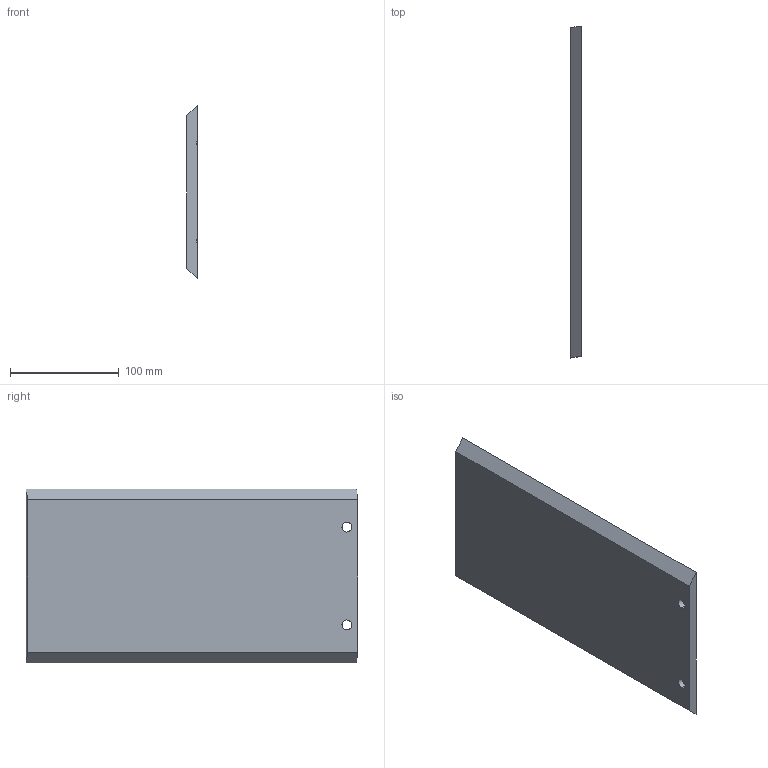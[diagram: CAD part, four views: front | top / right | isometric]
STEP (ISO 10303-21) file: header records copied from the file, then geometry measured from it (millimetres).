
FILE_DESCRIPTION (( 'STEP AP203' ), '1' );
FILE_NAME ('PB4.01.01.011-01 - side bottom panel.STEP', '2020-04-23T18:57:14', ( '' ), ( '' ), 'SwSTEP 2.0', 'SolidWorks 2018', '' );
FILE_SCHEMA (( 'CONFIG_CONTROL_DESIGN' ));
Length unit declared in the file: millimetre
Products named in the file (1): PB4.01.01.011-01 - side bottom panel
Bounding box: 10 x 305.41 x 160 mm (x, y, z)
Volume: 454016.6 mm3; surface area: 103098.8 mm2
Topology: 1 solids, 1 shells, 18 faces, 40 edges, 24 vertices
Faces by surface type: cylinder 8, plane 6, cone 4
Entity records: 581 total; most frequent: DIRECTION 94, CARTESIAN_POINT 83, ORIENTED_EDGE 80, EDGE_CURVE 40, AXIS2_PLACEMENT_3D 35, VERTEX_POINT 24, VECTOR 24, LINE 24
